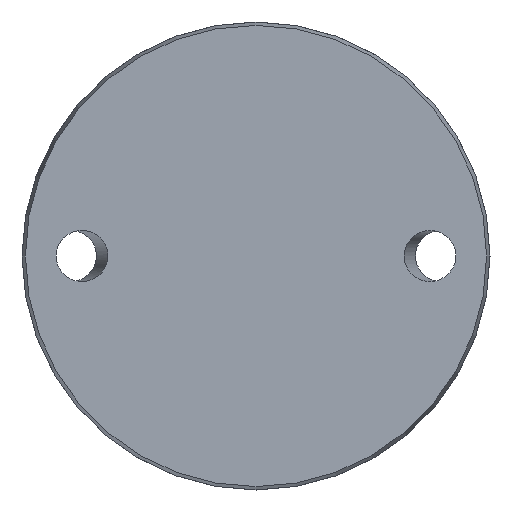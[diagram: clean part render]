
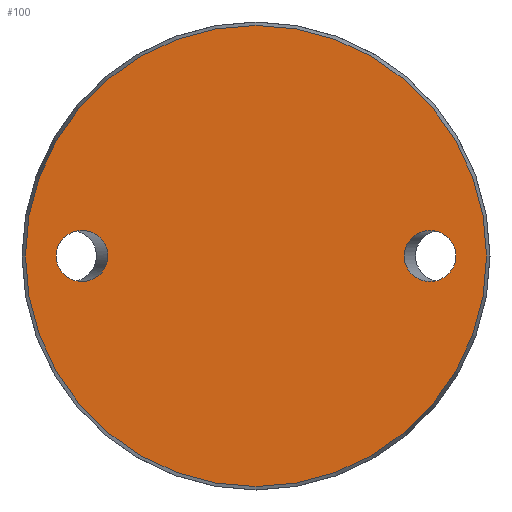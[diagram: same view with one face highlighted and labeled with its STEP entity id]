
A CAD part, front view. The second image highlights one B-rep face of the part: STEP entity #100.
In plain terms, the highlighted planar face has unit normal (0, -1, 0).
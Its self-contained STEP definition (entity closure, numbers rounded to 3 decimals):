
#27 = AXIS2_PLACEMENT_3D ( 'NONE', #414, #35, #349 ) ;
#35 = DIRECTION ( 'NONE',  ( 0., -1., 0. ) ) ;
#41 = CARTESIAN_POINT ( 'NONE',  ( 24.691, 0., 0. ) ) ;
#49 = AXIS2_PLACEMENT_3D ( 'NONE', #650, #663, #668 ) ;
#58 = EDGE_CURVE ( 'NONE', #538, #538, #265, .T. ) ;
#85 = EDGE_CURVE ( 'NONE', #245, #245, #164, .T. ) ;
#92 =( BOUNDED_CURVE ( )  B_SPLINE_CURVE ( 3, ( #869, #938, #641, #730, #646, #864, #41 ),
 .UNSPECIFIED., .T., .T. ) 
 B_SPLINE_CURVE_WITH_KNOTS ( ( 4, 3, 4 ),
 ( 0., 3.142, 6.283 ),
 .UNSPECIFIED. ) 
 CURVE ( )  GEOMETRIC_REPRESENTATION_ITEM ( )  RATIONAL_B_SPLINE_CURVE ( ( 1., 0.333, 0.333, 1., 0.333, 0.333, 1. ) ) 
 REPRESENTATION_ITEM ( '' )  );
#100 = ADVANCED_FACE ( 'NONE', ( #643, #335, #944 ), #570, .F. ) ;
#164 = CIRCLE ( 'NONE', #27, 38.425 ) ;
#179 = VERTEX_POINT ( 'NONE', #275 ) ;
#189 = CARTESIAN_POINT ( 'NONE',  ( -33.309, 0., 8.5 ) ) ;
#220 = EDGE_LOOP ( 'NONE', ( #642 ) ) ;
#245 = VERTEX_POINT ( 'NONE', #320 ) ;
#265 =( BOUNDED_CURVE ( )  B_SPLINE_CURVE ( 3, ( #521, #189, #871, #890, #808, #658, #740 ),
 .UNSPECIFIED., .T., .T. ) 
 B_SPLINE_CURVE_WITH_KNOTS ( ( 4, 3, 4 ),
 ( 0., 3.142, 6.283 ),
 .UNSPECIFIED. ) 
 CURVE ( )  GEOMETRIC_REPRESENTATION_ITEM ( )  RATIONAL_B_SPLINE_CURVE ( ( 1., 0.333, 0.333, 1., 0.333, 0.333, 1. ) ) 
 REPRESENTATION_ITEM ( '' )  );
#275 = CARTESIAN_POINT ( 'NONE',  ( 24.691, 0., 0. ) ) ;
#296 = EDGE_LOOP ( 'NONE', ( #830 ) ) ;
#320 = CARTESIAN_POINT ( 'NONE',  ( 0., 0., -38.425 ) ) ;
#335 = FACE_BOUND ( 'NONE', #678, .T. ) ;
#349 = DIRECTION ( 'NONE',  ( 0., 0., -1. ) ) ;
#414 = CARTESIAN_POINT ( 'NONE',  ( 0., 0., 0. ) ) ;
#521 = CARTESIAN_POINT ( 'NONE',  ( -33.309, 0., 0. ) ) ;
#538 = VERTEX_POINT ( 'NONE', #917 ) ;
#543 = ORIENTED_EDGE ( 'NONE', *, *, #782, .F. ) ;
#570 = PLANE ( 'NONE',  #49 ) ;
#641 = CARTESIAN_POINT ( 'NONE',  ( 33.309, 0., -8.5 ) ) ;
#642 = ORIENTED_EDGE ( 'NONE', *, *, #58, .T. ) ;
#643 = FACE_BOUND ( 'NONE', #220, .T. ) ;
#646 = CARTESIAN_POINT ( 'NONE',  ( 33.309, 0., 8.5 ) ) ;
#650 = CARTESIAN_POINT ( 'NONE',  ( -38.425, 0., 0. ) ) ;
#658 = CARTESIAN_POINT ( 'NONE',  ( -33.309, 0., -8.5 ) ) ;
#663 = DIRECTION ( 'NONE',  ( 0., 1., 0. ) ) ;
#668 = DIRECTION ( 'NONE',  ( 0., 0., 1. ) ) ;
#678 = EDGE_LOOP ( 'NONE', ( #543 ) ) ;
#730 = CARTESIAN_POINT ( 'NONE',  ( 33.309, 0., 0. ) ) ;
#740 = CARTESIAN_POINT ( 'NONE',  ( -33.309, 0., 0. ) ) ;
#782 = EDGE_CURVE ( 'NONE', #179, #179, #92, .T. ) ;
#808 = CARTESIAN_POINT ( 'NONE',  ( -24.691, 0., -8.5 ) ) ;
#830 = ORIENTED_EDGE ( 'NONE', *, *, #85, .T. ) ;
#864 = CARTESIAN_POINT ( 'NONE',  ( 24.691, 0., 8.5 ) ) ;
#869 = CARTESIAN_POINT ( 'NONE',  ( 24.691, 0., 0. ) ) ;
#871 = CARTESIAN_POINT ( 'NONE',  ( -24.691, 0., 8.5 ) ) ;
#890 = CARTESIAN_POINT ( 'NONE',  ( -24.691, 0., 0. ) ) ;
#917 = CARTESIAN_POINT ( 'NONE',  ( -33.309, 0., 0. ) ) ;
#938 = CARTESIAN_POINT ( 'NONE',  ( 24.691, 0., -8.5 ) ) ;
#944 = FACE_OUTER_BOUND ( 'NONE', #296, .T. ) ;
